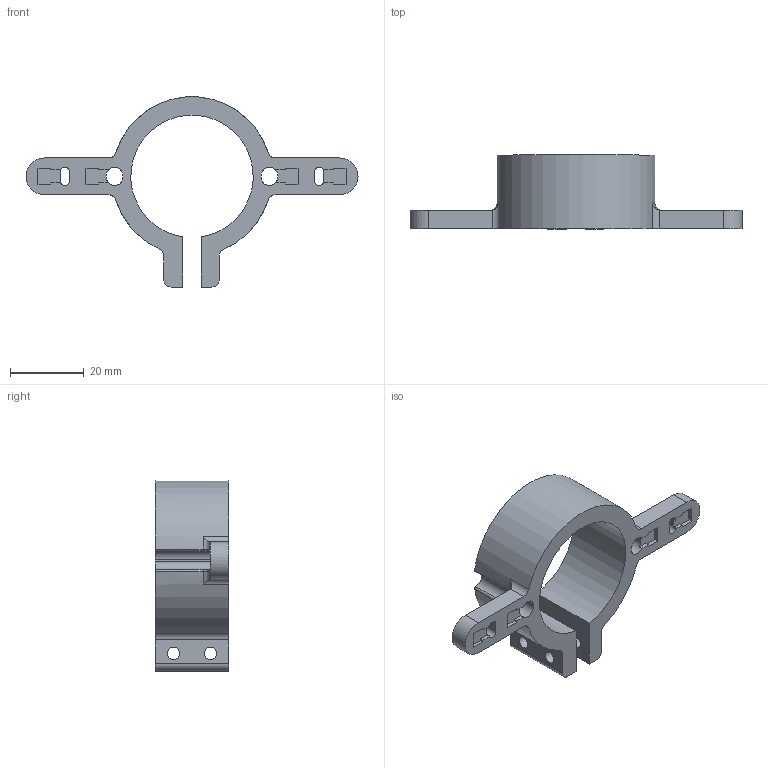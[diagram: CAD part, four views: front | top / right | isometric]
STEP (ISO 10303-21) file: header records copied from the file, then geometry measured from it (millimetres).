
FILE_DESCRIPTION(/* description */ (''),/* implementation_level */ '2;1');
FILE_NAME(/* name */ 'Hall_Effect_Sensor_Holder.stp',/* time_stamp */ '2024-09-25T15:00:20+02:00',/* author */ ('Rayde Kruger'),/* organization */ (''),/* preprocessor_version */ 'ST-DEVELOPER v20',/* originating_system */ 'Autodesk Inventor 2025',/* authorisation */ '');
FILE_SCHEMA (('AUTOMOTIVE_DESIGN { 1 0 10303 214 3 1 1 }'));
Length unit declared in the file: millimetre
Products named in the file (1): Hall_Effect_Sensor_Holder
Bounding box: 90 x 20 x 51.52 mm (x, y, z)
Volume: 14442.4 mm3; surface area: 8614.8 mm2
Topology: 1 solids, 1 shells, 138 faces, 402 edges, 263 vertices
Faces by surface type: plane 82, cylinder 40, bspline 8, torus 8
Full cylindrical faces by diameter (mm): 3.4 x4
Entity records: 5164 total; most frequent: CARTESIAN_POINT 1468, ORIENTED_EDGE 804, DIRECTION 710, EDGE_CURVE 402, VERTEX_POINT 262, LINE 256, VECTOR 256, AXIS2_PLACEMENT_3D 227
